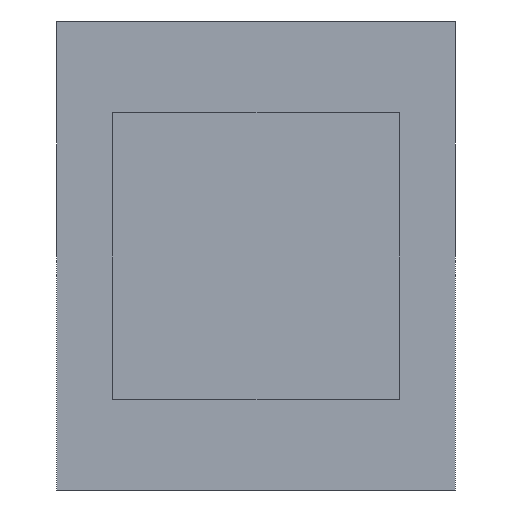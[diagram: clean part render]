
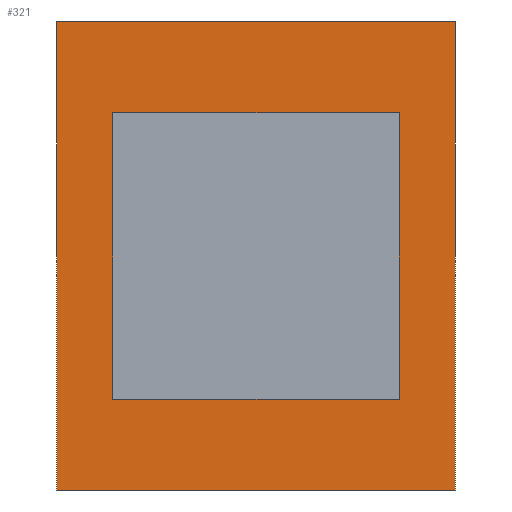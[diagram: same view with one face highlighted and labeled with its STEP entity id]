
A CAD part, left-side view. The second image highlights one B-rep face of the part: STEP entity #321.
In plain terms, the highlighted planar face has unit normal (-1, 0, 0).
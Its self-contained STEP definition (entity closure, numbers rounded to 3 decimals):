
#4 = EDGE_CURVE ( 'NONE', #13, #291, #303, .T. ) ;
#8 = EDGE_CURVE ( 'NONE', #291, #157, #178, .T. ) ;
#13 = VERTEX_POINT ( 'NONE', #329 ) ;
#25 = VECTOR ( 'NONE', #40, 1000. ) ;
#32 = VECTOR ( 'NONE', #134, 1000. ) ;
#33 = EDGE_CURVE ( 'NONE', #52, #348, #323, .T. ) ;
#40 = DIRECTION ( 'NONE',  ( 0., 1., 0. ) ) ;
#49 = CARTESIAN_POINT ( 'NONE',  ( 180., 0., 0. ) ) ;
#52 = VERTEX_POINT ( 'NONE', #359 ) ;
#62 = ORIENTED_EDGE ( 'NONE', *, *, #205, .T. ) ;
#63 = AXIS2_PLACEMENT_3D ( 'NONE', #228, #87, #145 ) ;
#70 = VECTOR ( 'NONE', #143, 1000. ) ;
#75 = DIRECTION ( 'NONE',  ( 0., 0., -1. ) ) ;
#83 = PLANE ( 'NONE',  #63 ) ;
#87 = DIRECTION ( 'NONE',  ( 1., 0., 0. ) ) ;
#90 = LINE ( 'NONE', #275, #32 ) ;
#91 = ORIENTED_EDGE ( 'NONE', *, *, #4, .T. ) ;
#92 = EDGE_CURVE ( 'NONE', #285, #13, #294, .T. ) ;
#93 = VECTOR ( 'NONE', #75, 1000. ) ;
#101 = ORIENTED_EDGE ( 'NONE', *, *, #33, .F. ) ;
#107 = DIRECTION ( 'NONE',  ( 0., 1., 0. ) ) ;
#108 = CARTESIAN_POINT ( 'NONE',  ( 180., 0., 0. ) ) ;
#114 = CARTESIAN_POINT ( 'NONE',  ( 180., -7.806, 12.615 ) ) ;
#117 = VECTOR ( 'NONE', #128, 1000. ) ;
#122 = CARTESIAN_POINT ( 'NONE',  ( 180., 0., 0. ) ) ;
#128 = DIRECTION ( 'NONE',  ( 0., 0., 1. ) ) ;
#134 = DIRECTION ( 'NONE',  ( 0., -1., 0. ) ) ;
#137 = LINE ( 'NONE', #162, #70 ) ;
#143 = DIRECTION ( 'NONE',  ( 0., 0., 1. ) ) ;
#145 = DIRECTION ( 'NONE',  ( 0., 0., -1. ) ) ;
#147 = EDGE_LOOP ( 'NONE', ( #101, #199, #274, #253 ) ) ;
#154 = CARTESIAN_POINT ( 'NONE',  ( 180., 47.806, -52.615 ) ) ;
#157 = VERTEX_POINT ( 'NONE', #49 ) ;
#162 = CARTESIAN_POINT ( 'NONE',  ( 180., 47.806, 12.615 ) ) ;
#171 = LINE ( 'NONE', #108, #296 ) ;
#178 = LINE ( 'NONE', #122, #201 ) ;
#179 = ORIENTED_EDGE ( 'NONE', *, *, #8, .T. ) ;
#195 = CARTESIAN_POINT ( 'NONE',  ( 180., 47.806, -52.615 ) ) ;
#199 = ORIENTED_EDGE ( 'NONE', *, *, #265, .F. ) ;
#201 = VECTOR ( 'NONE', #299, 1000. ) ;
#205 = EDGE_CURVE ( 'NONE', #157, #285, #171, .T. ) ;
#207 = LINE ( 'NONE', #218, #93 ) ;
#217 = CARTESIAN_POINT ( 'NONE',  ( 180., 0., -40. ) ) ;
#218 = CARTESIAN_POINT ( 'NONE',  ( 180., -7.806, 12.615 ) ) ;
#223 = CARTESIAN_POINT ( 'NONE',  ( 180., 0., -40. ) ) ;
#225 = CARTESIAN_POINT ( 'NONE',  ( 180., 47.806, 12.615 ) ) ;
#228 = CARTESIAN_POINT ( 'NONE',  ( 180., 0., 0. ) ) ;
#253 = ORIENTED_EDGE ( 'NONE', *, *, #353, .F. ) ;
#258 = ORIENTED_EDGE ( 'NONE', *, *, #92, .T. ) ;
#265 = EDGE_CURVE ( 'NONE', #311, #52, #207, .T. ) ;
#270 = CARTESIAN_POINT ( 'NONE',  ( 180., 40., 0. ) ) ;
#273 = EDGE_CURVE ( 'NONE', #308, #311, #90, .T. ) ;
#274 = ORIENTED_EDGE ( 'NONE', *, *, #273, .F. ) ;
#275 = CARTESIAN_POINT ( 'NONE',  ( 180., 47.806, 12.615 ) ) ;
#285 = VERTEX_POINT ( 'NONE', #223 ) ;
#287 = FACE_BOUND ( 'NONE', #298, .T. ) ;
#291 = VERTEX_POINT ( 'NONE', #307 ) ;
#294 = LINE ( 'NONE', #217, #318 ) ;
#296 = VECTOR ( 'NONE', #337, 1000. ) ;
#298 = EDGE_LOOP ( 'NONE', ( #91, #179, #62, #258 ) ) ;
#299 = DIRECTION ( 'NONE',  ( 0., -1., 0. ) ) ;
#303 = LINE ( 'NONE', #270, #117 ) ;
#307 = CARTESIAN_POINT ( 'NONE',  ( 180., 40., 0. ) ) ;
#308 = VERTEX_POINT ( 'NONE', #225 ) ;
#311 = VERTEX_POINT ( 'NONE', #114 ) ;
#318 = VECTOR ( 'NONE', #107, 1000. ) ;
#321 = ADVANCED_FACE ( 'NONE', ( #368, #287 ), #83, .F. ) ;
#323 = LINE ( 'NONE', #154, #25 ) ;
#329 = CARTESIAN_POINT ( 'NONE',  ( 180., 40., -40. ) ) ;
#337 = DIRECTION ( 'NONE',  ( 0., 0., -1. ) ) ;
#348 = VERTEX_POINT ( 'NONE', #195 ) ;
#353 = EDGE_CURVE ( 'NONE', #348, #308, #137, .T. ) ;
#359 = CARTESIAN_POINT ( 'NONE',  ( 180., -7.806, -52.615 ) ) ;
#368 = FACE_OUTER_BOUND ( 'NONE', #147, .T. ) ;
